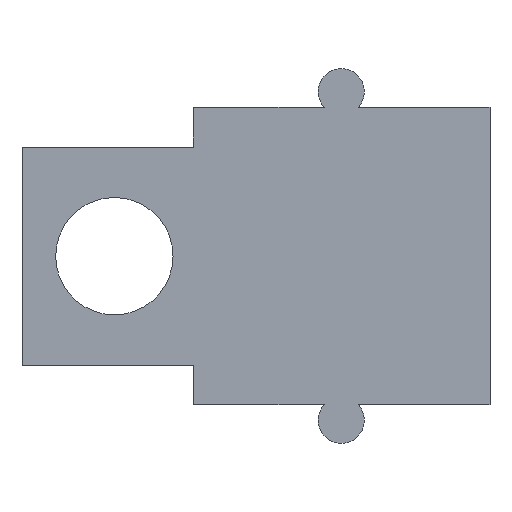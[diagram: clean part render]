
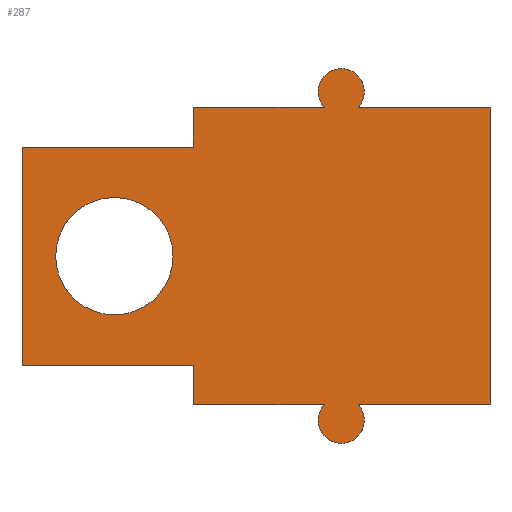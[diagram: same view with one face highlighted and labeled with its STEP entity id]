
A CAD part, left-side view. The second image highlights one B-rep face of the part: STEP entity #287.
In plain terms, the highlighted planar face has unit normal (-1, 0, 0).
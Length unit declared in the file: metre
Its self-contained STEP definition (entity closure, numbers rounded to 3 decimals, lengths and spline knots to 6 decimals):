
#12=CIRCLE('',#303,0.001475);
#14=CIRCLE('',#309,0.001475);
#17=CIRCLE('',#319,0.00375);
#84=ORIENTED_EDGE('',*,*,#97,.F.);
#85=ORIENTED_EDGE('',*,*,#131,.F.);
#86=ORIENTED_EDGE('',*,*,#128,.T.);
#87=ORIENTED_EDGE('',*,*,#125,.F.);
#88=ORIENTED_EDGE('',*,*,#122,.F.);
#89=ORIENTED_EDGE('',*,*,#119,.F.);
#90=ORIENTED_EDGE('',*,*,#116,.T.);
#91=ORIENTED_EDGE('',*,*,#113,.T.);
#92=ORIENTED_EDGE('',*,*,#110,.T.);
#93=ORIENTED_EDGE('',*,*,#107,.T.);
#94=ORIENTED_EDGE('',*,*,#104,.F.);
#95=ORIENTED_EDGE('',*,*,#101,.F.);
#96=ORIENTED_EDGE('',*,*,#134,.T.);
#97=EDGE_CURVE('',#135,#136,#161,.T.);
#101=EDGE_CURVE('',#136,#139,#12,.T.);
#104=EDGE_CURVE('',#139,#141,#166,.T.);
#107=EDGE_CURVE('',#143,#141,#169,.T.);
#110=EDGE_CURVE('',#145,#143,#172,.T.);
#113=EDGE_CURVE('',#147,#145,#14,.T.);
#116=EDGE_CURVE('',#149,#147,#176,.T.);
#119=EDGE_CURVE('',#149,#151,#179,.T.);
#122=EDGE_CURVE('',#151,#153,#182,.T.);
#125=EDGE_CURVE('',#153,#155,#185,.T.);
#128=EDGE_CURVE('',#157,#155,#188,.T.);
#131=EDGE_CURVE('',#157,#135,#191,.T.);
#134=EDGE_CURVE('',#160,#160,#17,.T.);
#135=VERTEX_POINT('',#401);
#136=VERTEX_POINT('',#402);
#139=VERTEX_POINT('',#410);
#141=VERTEX_POINT('',#416);
#143=VERTEX_POINT('',#422);
#145=VERTEX_POINT('',#428);
#147=VERTEX_POINT('',#434);
#149=VERTEX_POINT('',#440);
#151=VERTEX_POINT('',#446);
#153=VERTEX_POINT('',#452);
#155=VERTEX_POINT('',#458);
#157=VERTEX_POINT('',#464);
#160=VERTEX_POINT('',#475);
#161=LINE('',#400,#193);
#166=LINE('',#415,#198);
#169=LINE('',#421,#201);
#172=LINE('',#427,#204);
#176=LINE('',#439,#208);
#179=LINE('',#445,#211);
#182=LINE('',#451,#214);
#185=LINE('',#457,#217);
#188=LINE('',#463,#220);
#191=LINE('',#469,#223);
#193=VECTOR('',#326,1.);
#198=VECTOR('',#339,1.);
#201=VECTOR('',#344,1.);
#204=VECTOR('',#349,1.);
#208=VECTOR('',#361,1.);
#211=VECTOR('',#366,1.);
#214=VECTOR('',#371,1.);
#217=VECTOR('',#376,1.);
#220=VECTOR('',#381,1.);
#223=VECTOR('',#386,1.);
#241=EDGE_LOOP('',(#84,#85,#86,#87,#88,#89,#90,#91,#92,#93,#94,#95));
#242=EDGE_LOOP('',(#96));
#259=FACE_BOUND('',#241,.T.);
#260=FACE_BOUND('',#242,.T.);
#272=PLANE('',#321);
#287=ADVANCED_FACE('',(#259,#260),#272,.F.);
#303=AXIS2_PLACEMENT_3D('',#409,#332,#333);
#309=AXIS2_PLACEMENT_3D('',#433,#354,#355);
#319=AXIS2_PLACEMENT_3D('',#474,#392,#393);
#321=AXIS2_PLACEMENT_3D('',#477,#396,#397);
#326=DIRECTION('',(0.,-1.,0.));
#332=DIRECTION('',(1.,0.,0.));
#333=DIRECTION('',(0.,1.,0.));
#339=DIRECTION('',(0.,-1.,0.));
#344=DIRECTION('',(0.,0.,1.));
#349=DIRECTION('',(0.,-1.,0.));
#354=DIRECTION('',(-1.,0.,0.));
#355=DIRECTION('',(0.,1.,0.));
#361=DIRECTION('',(0.,-1.,0.));
#366=DIRECTION('',(0.,0.,1.));
#371=DIRECTION('',(0.,1.,0.));
#376=DIRECTION('',(0.,0.,1.));
#381=DIRECTION('',(0.,1.,0.));
#386=DIRECTION('',(0.,0.,1.));
#392=DIRECTION('',(1.,0.,0.));
#393=DIRECTION('',(0.,1.,0.));
#396=DIRECTION('',(1.,0.,0.));
#397=DIRECTION('',(0.,1.,0.));
#400=CARTESIAN_POINT('',(-0.04525,-0.01513,0.075789));
#401=CARTESIAN_POINT('',(-0.04525,-0.010948,0.075789));
#402=CARTESIAN_POINT('',(-0.04525,-0.019313,0.075789));
#409=CARTESIAN_POINT('',(-0.04525,-0.020398,0.076789));
#410=CARTESIAN_POINT('',(-0.04525,-0.021482,0.075789));
#415=CARTESIAN_POINT('',(-0.04525,-0.02569,0.075789));
#416=CARTESIAN_POINT('',(-0.04525,-0.029898,0.075789));
#421=CARTESIAN_POINT('',(-0.04525,-0.029898,0.066289));
#422=CARTESIAN_POINT('',(-0.04525,-0.029898,0.056789));
#427=CARTESIAN_POINT('',(-0.04525,-0.02569,0.056789));
#428=CARTESIAN_POINT('',(-0.04525,-0.021482,0.056789));
#433=CARTESIAN_POINT('',(-0.04525,-0.020398,0.055789));
#434=CARTESIAN_POINT('',(-0.04525,-0.019313,0.056789));
#439=CARTESIAN_POINT('',(-0.04525,-0.01513,0.056789));
#440=CARTESIAN_POINT('',(-0.04525,-0.010948,0.056789));
#445=CARTESIAN_POINT('',(-0.04525,-0.010948,0.058039));
#446=CARTESIAN_POINT('',(-0.04525,-0.010948,0.059289));
#451=CARTESIAN_POINT('',(-0.04525,-0.000473,0.059289));
#452=CARTESIAN_POINT('',(-0.04525,0.000002,0.059289));
#457=CARTESIAN_POINT('',(-0.04525,0.000002,0.066264));
#458=CARTESIAN_POINT('',(-0.04525,0.000002,0.073239));
#463=CARTESIAN_POINT('',(-0.04525,-0.000473,0.073239));
#464=CARTESIAN_POINT('',(-0.04525,-0.010948,0.073239));
#469=CARTESIAN_POINT('',(-0.04525,-0.010948,0.074514));
#474=CARTESIAN_POINT('',(-0.04525,-0.005898,0.066276));
#475=CARTESIAN_POINT('',(-0.04525,-0.002148,0.066276));
#477=CARTESIAN_POINT('',(-0.04525,0.,0.039132));
